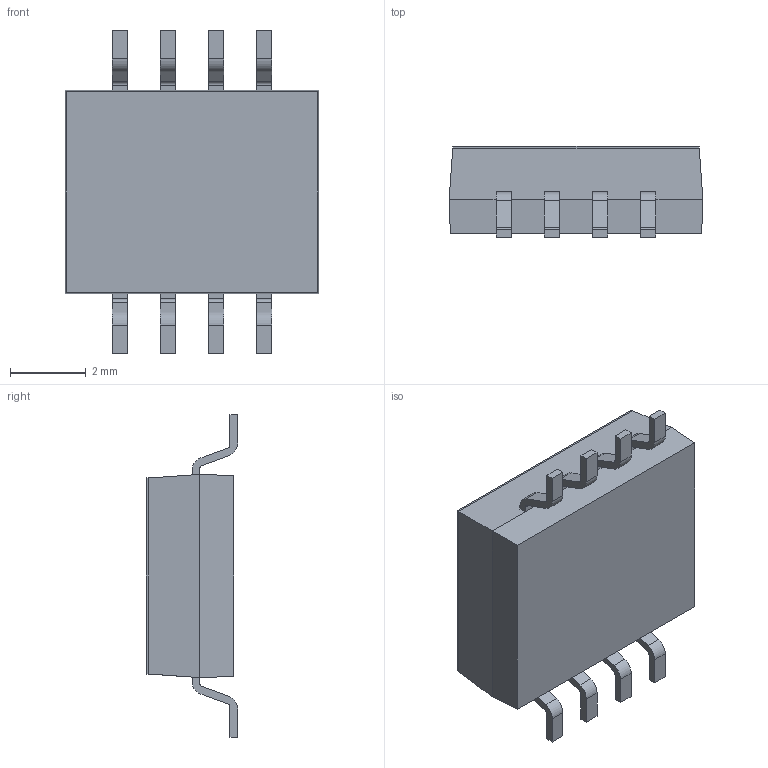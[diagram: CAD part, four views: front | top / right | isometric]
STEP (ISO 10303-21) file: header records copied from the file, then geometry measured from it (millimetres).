
FILE_DESCRIPTION((''),'2;1');
FILE_NAME('DSHP04TS-S','2019-12-31T',('Administrator'),(''),'PRO/ENGINEER BY PARAMETRIC TECHNOLOGY CORPORATION, 2010280','PRO/ENGINEER BY PARAMETRIC TECHNOLOGY CORPORATION, 2010280','');
FILE_SCHEMA(('CONFIG_CONTROL_DESIGN'));
Length unit declared in the file: millimetre
Products named in the file (1): DSHP04TS-S
Bounding box: 6.68 x 2.4 x 8.5 mm (x, y, z)
Volume: 79.4 mm3; surface area: 156 mm2
Topology: 1 solids, 1 shells, 592 faces, 1662 edges, 1100 vertices
Faces by surface type: plane 556, cylinder 36
Entity records: 18744 total; most frequent: CARTESIAN_POINT 3354, ORIENTED_EDGE 3324, DIRECTION 2918, EDGE_CURVE 1662, VECTOR 1590, LINE 1590, VERTEX_POINT 1100, AXIS2_PLACEMENT_3D 664
